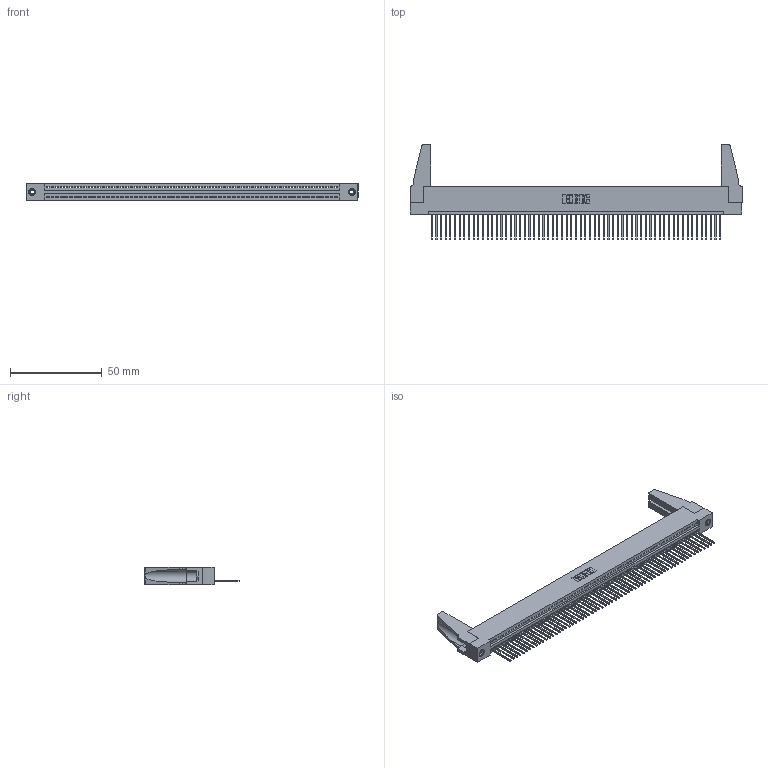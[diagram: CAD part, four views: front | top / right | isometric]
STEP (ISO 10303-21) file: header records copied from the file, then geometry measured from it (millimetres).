
FILE_DESCRIPTION (( 'STEP AP203' ), '1' );
FILE_NAME ('345-063-540-188.STEP', '2019-10-11T10:33:54', ( '' ), ( '' ), 'SwSTEP 2.0', 'SolidWorks 2016', '' );
FILE_SCHEMA (( 'CONFIG_CONTROL_DESIGN' ));
Length unit declared in the file: inch
Products named in the file (5): 345-220-078_345-220-088; 345-292-001_345-293-140; 345 Part_Flush Mounting Lugs - 0.156 Dia-TH; 345-250-001_345-250-001-102; 345-063-540-188
Assembly tree (68 placements, depth 2):
  345-063-540-188
    345 Part_Flush Mounting Lugs - 0.156 Dia-TH
    345-292-001_345-293-140  x63
    345-250-001_345-250-001-102  x2
    345-220-078_345-220-088  x2
Bounding box: 181.25 x 51.99 x 9.4 mm (x, y, z)
Volume: 20725.6 mm3; surface area: 27248.7 mm2
Topology: 68 solids, 68 shells, 3904 faces, 11743 edges, 7734 vertices
Faces by surface type: plane 2672, cylinder 1216, cone 12, torus 4
Entity records: 46754 total; most frequent: CARTESIAN_POINT 8087, ORIENTED_EDGE 8044, DIRECTION 7040, EDGE_CURVE 4022, VECTOR 3596, LINE 3596, VERTEX_POINT 2674, AXIS2_PLACEMENT_3D 1722
